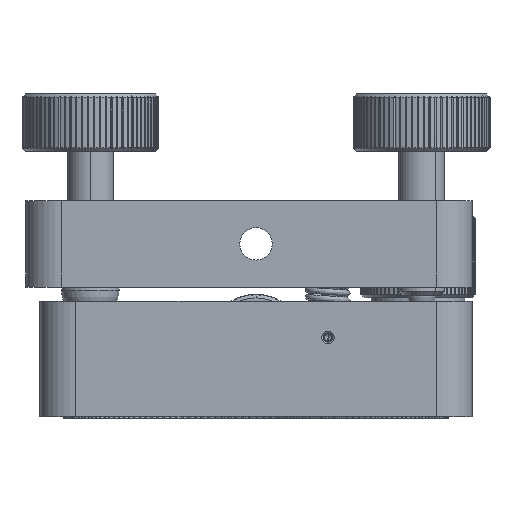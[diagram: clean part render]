
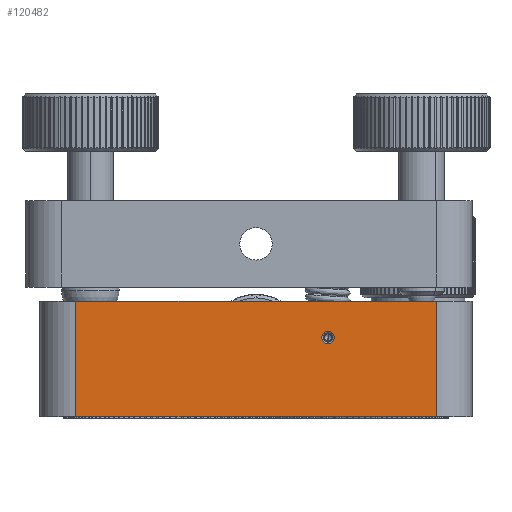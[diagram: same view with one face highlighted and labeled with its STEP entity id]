
A CAD part, front view. The second image highlights one B-rep face of the part: STEP entity #120482.
In plain terms, the highlighted planar face has unit normal (0, -1, 0).
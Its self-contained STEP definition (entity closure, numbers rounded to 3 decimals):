
#749 = ORIENTED_EDGE ( 'NONE', *, *, #62448, .F. ) ;
#6654 = DIRECTION ( 'NONE',  ( 0., 0., 1. ) ) ;
#6714 = CARTESIAN_POINT ( 'NONE',  ( 10., -30., -5. ) ) ;
#13201 = CARTESIAN_POINT ( 'NONE',  ( 25., -30., -16. ) ) ;
#14831 = EDGE_CURVE ( 'NONE', #163769, #49579, #124803, .T. ) ;
#21046 = DIRECTION ( 'NONE',  ( 0., 0., 1. ) ) ;
#21094 = DIRECTION ( 'NONE',  ( 0., -1., 0. ) ) ;
#28343 = DIRECTION ( 'NONE',  ( 1., 0., 0. ) ) ;
#29414 = VERTEX_POINT ( 'NONE', #71783 ) ;
#30422 = DIRECTION ( 'NONE',  ( 1., 0., 0. ) ) ;
#33851 = CARTESIAN_POINT ( 'NONE',  ( 10., -30., -4.15 ) ) ;
#34681 = ORIENTED_EDGE ( 'NONE', *, *, #109551, .F. ) ;
#40786 = ORIENTED_EDGE ( 'NONE', *, *, #14831, .T. ) ;
#43129 = ORIENTED_EDGE ( 'NONE', *, *, #141701, .T. ) ;
#45781 = VERTEX_POINT ( 'NONE', #143674 ) ;
#46426 = LINE ( 'NONE', #163164, #120117 ) ;
#48474 = DIRECTION ( 'NONE',  ( 0., -1., 0. ) ) ;
#49579 = VERTEX_POINT ( 'NONE', #13201 ) ;
#51095 = LINE ( 'NONE', #66650, #146755 ) ;
#53432 = PLANE ( 'NONE',  #97733 ) ;
#57288 = AXIS2_PLACEMENT_3D ( 'NONE', #95195, #21094, #70052 ) ;
#60500 = EDGE_CURVE ( 'NONE', #87897, #121816, #119368, .T. ) ;
#61750 = VECTOR ( 'NONE', #6654, 1000. ) ;
#62448 = EDGE_CURVE ( 'NONE', #29414, #45781, #51095, .T. ) ;
#66650 = CARTESIAN_POINT ( 'NONE',  ( 25., -30., 0. ) ) ;
#70052 = DIRECTION ( 'NONE',  ( 0., 0., -1. ) ) ;
#71783 = CARTESIAN_POINT ( 'NONE',  ( -25., -30., 0. ) ) ;
#79790 = CIRCLE ( 'NONE', #111435, 0.85 ) ;
#82398 = CARTESIAN_POINT ( 'NONE',  ( -25., -30., -16. ) ) ;
#87897 = VERTEX_POINT ( 'NONE', #124371 ) ;
#95195 = CARTESIAN_POINT ( 'NONE',  ( 10., -30., -5. ) ) ;
#97356 = EDGE_LOOP ( 'NONE', ( #749, #34681, #40786, #43129 ) ) ;
#97733 = AXIS2_PLACEMENT_3D ( 'NONE', #140969, #104131, #28343 ) ;
#103645 = LINE ( 'NONE', #82398, #61750 ) ;
#103737 = EDGE_CURVE ( 'NONE', #121816, #87897, #79790, .T. ) ;
#104131 = DIRECTION ( 'NONE',  ( 0., -1., 0. ) ) ;
#109551 = EDGE_CURVE ( 'NONE', #163769, #29414, #103645, .T. ) ;
#111375 = CARTESIAN_POINT ( 'NONE',  ( -25., -30., -16. ) ) ;
#111435 = AXIS2_PLACEMENT_3D ( 'NONE', #6714, #48474, #129166 ) ;
#112829 = VECTOR ( 'NONE', #117066, 1000. ) ;
#115602 = FACE_BOUND ( 'NONE', #121405, .T. ) ;
#117066 = DIRECTION ( 'NONE',  ( 1., 0., 0. ) ) ;
#119368 = CIRCLE ( 'NONE', #57288, 0.85 ) ;
#120117 = VECTOR ( 'NONE', #21046, 1000. ) ;
#120482 = ADVANCED_FACE ( 'NONE', ( #115602, #151484 ), #53432, .T. ) ;
#121405 = EDGE_LOOP ( 'NONE', ( #130746, #154080 ) ) ;
#121816 = VERTEX_POINT ( 'NONE', #33851 ) ;
#124371 = CARTESIAN_POINT ( 'NONE',  ( 10., -30., -5.85 ) ) ;
#124803 = LINE ( 'NONE', #130407, #112829 ) ;
#129166 = DIRECTION ( 'NONE',  ( 0., 0., -1. ) ) ;
#130407 = CARTESIAN_POINT ( 'NONE',  ( 25., -30., -16. ) ) ;
#130746 = ORIENTED_EDGE ( 'NONE', *, *, #60500, .F. ) ;
#140969 = CARTESIAN_POINT ( 'NONE',  ( 25., -30., -16. ) ) ;
#141701 = EDGE_CURVE ( 'NONE', #49579, #45781, #46426, .T. ) ;
#143674 = CARTESIAN_POINT ( 'NONE',  ( 25., -30., 0. ) ) ;
#146755 = VECTOR ( 'NONE', #30422, 1000. ) ;
#151484 = FACE_OUTER_BOUND ( 'NONE', #97356, .T. ) ;
#154080 = ORIENTED_EDGE ( 'NONE', *, *, #103737, .F. ) ;
#163164 = CARTESIAN_POINT ( 'NONE',  ( 25., -30., -16. ) ) ;
#163769 = VERTEX_POINT ( 'NONE', #111375 ) ;
